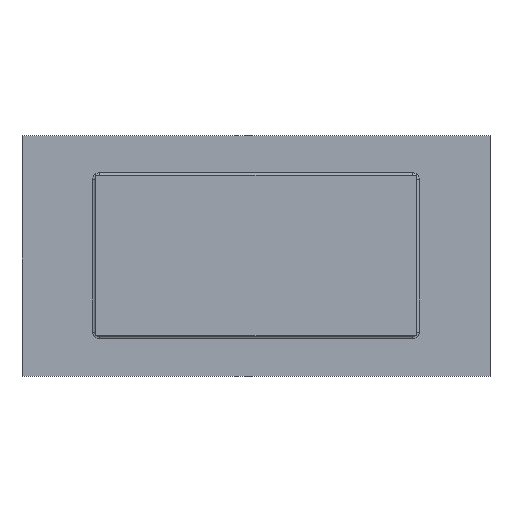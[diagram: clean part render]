
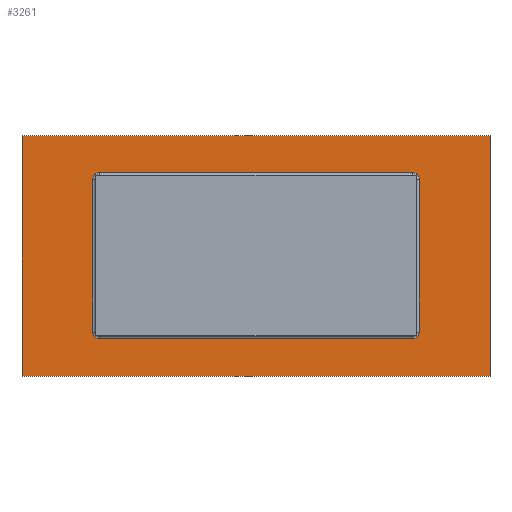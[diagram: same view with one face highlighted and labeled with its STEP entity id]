
A CAD part, top view. The second image highlights one B-rep face of the part: STEP entity #3261.
In plain terms, the highlighted planar face has unit normal (0, 0, 1).
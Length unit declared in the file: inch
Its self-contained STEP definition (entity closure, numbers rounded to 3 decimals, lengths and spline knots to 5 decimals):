
#46 = VERTEX_POINT ( 'NONE', #721 ) ;
#74 = ORIENTED_EDGE ( 'NONE', *, *, #1763, .F. ) ;
#87 = ORIENTED_EDGE ( 'NONE', *, *, #894, .F. ) ;
#110 = DIRECTION ( 'NONE',  ( -1., 0., 0. ) ) ;
#116 = CIRCLE ( 'NONE', #4026, 0.05325 ) ;
#176 = FACE_BOUND ( 'NONE', #637, .T. ) ;
#184 = CARTESIAN_POINT ( 'NONE',  ( 15.39855, 5.94434, 1.69823 ) ) ;
#287 = LINE ( 'NONE', #184, #2940 ) ;
#318 = DIRECTION ( 'NONE',  ( -1., 0., 0. ) ) ;
#332 = EDGE_CURVE ( 'NONE', #1068, #2247, #1180, .T. ) ;
#340 = EDGE_CURVE ( 'NONE', #4378, #46, #116, .T. ) ;
#370 = CARTESIAN_POINT ( 'NONE',  ( 24.14855, 5.94434, 1.69823 ) ) ;
#374 = VERTEX_POINT ( 'NONE', #2091 ) ;
#417 = CARTESIAN_POINT ( 'NONE',  ( 22.3085, 3.69938, 1.69823 ) ) ;
#425 = DIRECTION ( 'NONE',  ( 0., 0., 1. ) ) ;
#435 = EDGE_LOOP ( 'NONE', ( #87, #1981, #3276, #3443 ) ) ;
#454 = CARTESIAN_POINT ( 'NONE',  ( 15.39855, 1.44434, 1.69823 ) ) ;
#531 = LINE ( 'NONE', #3710, #4381 ) ;
#534 = ORIENTED_EDGE ( 'NONE', *, *, #880, .F. ) ;
#575 = CARTESIAN_POINT ( 'NONE',  ( 17.2385, 3.69938, 1.69823 ) ) ;
#637 = EDGE_LOOP ( 'NONE', ( #1370, #1290 ) ) ;
#657 = DIRECTION ( 'NONE',  ( 0., 0., 1. ) ) ;
#679 = EDGE_CURVE ( 'NONE', #46, #4378, #1735, .T. ) ;
#721 = CARTESIAN_POINT ( 'NONE',  ( 19.8268, 4.61938, 1.69823 ) ) ;
#733 = EDGE_CURVE ( 'NONE', #3696, #913, #4414, .T. ) ;
#751 = DIRECTION ( 'NONE',  ( 0., 0., 1. ) ) ;
#764 = EDGE_CURVE ( 'NONE', #4646, #3605, #3105, .T. ) ;
#780 = DIRECTION ( 'NONE',  ( -1., 0., 0. ) ) ;
#795 = FACE_BOUND ( 'NONE', #4262, .T. ) ;
#814 = CARTESIAN_POINT ( 'NONE',  ( 17.301, 3.69938, 1.69823 ) ) ;
#831 = CARTESIAN_POINT ( 'NONE',  ( 20.681, 3.69938, 1.69823 ) ) ;
#880 = EDGE_CURVE ( 'NONE', #913, #3696, #4580, .T. ) ;
#894 = EDGE_CURVE ( 'NONE', #2553, #2923, #3618, .T. ) ;
#913 = VERTEX_POINT ( 'NONE', #831 ) ;
#920 = CARTESIAN_POINT ( 'NONE',  ( 22.3085, 3.69938, 1.69823 ) ) ;
#932 = DIRECTION ( 'NONE',  ( -1., 0., 0. ) ) ;
#945 = CARTESIAN_POINT ( 'NONE',  ( 19.7203, 4.61938, 1.69823 ) ) ;
#952 = PLANE ( 'NONE',  #2156 ) ;
#1029 = DIRECTION ( 'NONE',  ( 0., 0., 1. ) ) ;
#1037 = EDGE_CURVE ( 'NONE', #3605, #4646, #2410, .T. ) ;
#1055 = AXIS2_PLACEMENT_3D ( 'NONE', #575, #3102, #932 ) ;
#1068 = VERTEX_POINT ( 'NONE', #4200 ) ;
#1180 = CIRCLE ( 'NONE', #1352, 0.0625 ) ;
#1277 = DIRECTION ( 'NONE',  ( -1., 0., 0. ) ) ;
#1290 = ORIENTED_EDGE ( 'NONE', *, *, #332, .F. ) ;
#1313 = DIRECTION ( 'NONE',  ( -1., 0., 0. ) ) ;
#1352 = AXIS2_PLACEMENT_3D ( 'NONE', #3568, #1029, #3201 ) ;
#1370 = ORIENTED_EDGE ( 'NONE', *, *, #3640, .F. ) ;
#1371 = ORIENTED_EDGE ( 'NONE', *, *, #679, .F. ) ;
#1384 = ORIENTED_EDGE ( 'NONE', *, *, #733, .F. ) ;
#1395 = CARTESIAN_POINT ( 'NONE',  ( 15.39855, 1.44434, 1.69823 ) ) ;
#1416 = AXIS2_PLACEMENT_3D ( 'NONE', #2907, #751, #3283 ) ;
#1473 = CARTESIAN_POINT ( 'NONE',  ( 17.176, 3.69938, 1.69823 ) ) ;
#1532 = DIRECTION ( 'NONE',  ( -1., 0., 0. ) ) ;
#1614 = VERTEX_POINT ( 'NONE', #814 ) ;
#1735 = CIRCLE ( 'NONE', #2964, 0.05325 ) ;
#1742 = FACE_BOUND ( 'NONE', #3317, .T. ) ;
#1763 = EDGE_CURVE ( 'NONE', #4098, #1614, #4402, .T. ) ;
#1783 = DIRECTION ( 'NONE',  ( 1., 0., 0. ) ) ;
#1794 = AXIS2_PLACEMENT_3D ( 'NONE', #920, #3466, #1277 ) ;
#1902 = CARTESIAN_POINT ( 'NONE',  ( 20.6185, 3.69938, 1.69823 ) ) ;
#1981 = ORIENTED_EDGE ( 'NONE', *, *, #3204, .F. ) ;
#1998 = EDGE_CURVE ( 'NONE', #3645, #374, #3837, .T. ) ;
#2086 = CIRCLE ( 'NONE', #4147, 0.0625 ) ;
#2091 = CARTESIAN_POINT ( 'NONE',  ( 15.39855, 5.94434, 1.69823 ) ) ;
#2106 = CARTESIAN_POINT ( 'NONE',  ( 19.77355, 4.61938, 1.69823 ) ) ;
#2114 = EDGE_CURVE ( 'NONE', #2923, #3645, #531, .T. ) ;
#2156 = AXIS2_PLACEMENT_3D ( 'NONE', #4186, #3498, #1313 ) ;
#2247 = VERTEX_POINT ( 'NONE', #2742 ) ;
#2352 = DIRECTION ( 'NONE',  ( 1., 0., 0. ) ) ;
#2410 = CIRCLE ( 'NONE', #1794, 0.0625 ) ;
#2481 = DIRECTION ( 'NONE',  ( 0., 0., 1. ) ) ;
#2525 = VECTOR ( 'NONE', #4092, 39.37008 ) ;
#2553 = VERTEX_POINT ( 'NONE', #370 ) ;
#2583 = CARTESIAN_POINT ( 'NONE',  ( 17.2385, 3.69938, 1.69823 ) ) ;
#2652 = EDGE_CURVE ( 'NONE', #1614, #4098, #2086, .T. ) ;
#2708 = FACE_BOUND ( 'NONE', #4354, .T. ) ;
#2742 = CARTESIAN_POINT ( 'NONE',  ( 18.866, 3.69938, 1.69823 ) ) ;
#2793 = CARTESIAN_POINT ( 'NONE',  ( 22.246, 3.69938, 1.69823 ) ) ;
#2801 = DIRECTION ( 'NONE',  ( 1., 0., 0. ) ) ;
#2823 = FACE_OUTER_BOUND ( 'NONE', #435, .T. ) ;
#2862 = AXIS2_PLACEMENT_3D ( 'NONE', #417, #2942, #780 ) ;
#2907 = CARTESIAN_POINT ( 'NONE',  ( 20.6185, 3.69938, 1.69823 ) ) ;
#2923 = VERTEX_POINT ( 'NONE', #4011 ) ;
#2940 = VECTOR ( 'NONE', #2352, 39.37008 ) ;
#2942 = DIRECTION ( 'NONE',  ( 0., 0., 1. ) ) ;
#2957 = DIRECTION ( 'NONE',  ( -1., 0., 0. ) ) ;
#2964 = AXIS2_PLACEMENT_3D ( 'NONE', #2106, #3974, #1783 ) ;
#3055 = CIRCLE ( 'NONE', #3784, 0.0625 ) ;
#3102 = DIRECTION ( 'NONE',  ( 0., 0., 1. ) ) ;
#3105 = CIRCLE ( 'NONE', #2862, 0.0625 ) ;
#3185 = CARTESIAN_POINT ( 'NONE',  ( 19.77355, 4.61938, 1.69823 ) ) ;
#3201 = DIRECTION ( 'NONE',  ( -1., 0., 0. ) ) ;
#3204 = EDGE_CURVE ( 'NONE', #374, #2553, #287, .T. ) ;
#3261 = ADVANCED_FACE ( 'NONE', ( #2823, #3685, #176, #2708, #1742, #795 ), #952, .F. ) ;
#3276 = ORIENTED_EDGE ( 'NONE', *, *, #1998, .F. ) ;
#3283 = DIRECTION ( 'NONE',  ( -1., 0., 0. ) ) ;
#3313 = ORIENTED_EDGE ( 'NONE', *, *, #2652, .F. ) ;
#3317 = EDGE_LOOP ( 'NONE', ( #3510, #3773 ) ) ;
#3434 = CARTESIAN_POINT ( 'NONE',  ( 22.371, 3.69938, 1.69823 ) ) ;
#3443 = ORIENTED_EDGE ( 'NONE', *, *, #2114, .F. ) ;
#3466 = DIRECTION ( 'NONE',  ( 0., 0., 1. ) ) ;
#3498 = DIRECTION ( 'NONE',  ( 0., 0., -1. ) ) ;
#3500 = VECTOR ( 'NONE', #3720, 39.37008 ) ;
#3510 = ORIENTED_EDGE ( 'NONE', *, *, #1037, .F. ) ;
#3568 = CARTESIAN_POINT ( 'NONE',  ( 18.9285, 3.69938, 1.69823 ) ) ;
#3605 = VERTEX_POINT ( 'NONE', #2793 ) ;
#3618 = LINE ( 'NONE', #3732, #2525 ) ;
#3640 = EDGE_CURVE ( 'NONE', #2247, #1068, #3055, .T. ) ;
#3645 = VERTEX_POINT ( 'NONE', #1395 ) ;
#3685 = FACE_BOUND ( 'NONE', #4274, .T. ) ;
#3696 = VERTEX_POINT ( 'NONE', #4682 ) ;
#3710 = CARTESIAN_POINT ( 'NONE',  ( 15.39855, 1.44434, 1.69823 ) ) ;
#3720 = DIRECTION ( 'NONE',  ( 0., 1., 0. ) ) ;
#3732 = CARTESIAN_POINT ( 'NONE',  ( 24.14855, 1.44434, 1.69823 ) ) ;
#3773 = ORIENTED_EDGE ( 'NONE', *, *, #764, .F. ) ;
#3784 = AXIS2_PLACEMENT_3D ( 'NONE', #4659, #2481, #318 ) ;
#3837 = LINE ( 'NONE', #454, #3500 ) ;
#3851 = AXIS2_PLACEMENT_3D ( 'NONE', #1902, #4038, #110 ) ;
#3974 = DIRECTION ( 'NONE',  ( 0., 0., 1. ) ) ;
#4011 = CARTESIAN_POINT ( 'NONE',  ( 24.14855, 1.44434, 1.69823 ) ) ;
#4026 = AXIS2_PLACEMENT_3D ( 'NONE', #3185, #657, #2801 ) ;
#4038 = DIRECTION ( 'NONE',  ( 0., 0., 1. ) ) ;
#4092 = DIRECTION ( 'NONE',  ( 0., -1., 0. ) ) ;
#4098 = VERTEX_POINT ( 'NONE', #1473 ) ;
#4147 = AXIS2_PLACEMENT_3D ( 'NONE', #2583, #425, #2957 ) ;
#4186 = CARTESIAN_POINT ( 'NONE',  ( 15.39855, 1.44434, 1.69823 ) ) ;
#4200 = CARTESIAN_POINT ( 'NONE',  ( 18.991, 3.69938, 1.69823 ) ) ;
#4262 = EDGE_LOOP ( 'NONE', ( #1371, #4408 ) ) ;
#4274 = EDGE_LOOP ( 'NONE', ( #74, #3313 ) ) ;
#4354 = EDGE_LOOP ( 'NONE', ( #1384, #534 ) ) ;
#4378 = VERTEX_POINT ( 'NONE', #945 ) ;
#4381 = VECTOR ( 'NONE', #1532, 39.37008 ) ;
#4402 = CIRCLE ( 'NONE', #1055, 0.0625 ) ;
#4408 = ORIENTED_EDGE ( 'NONE', *, *, #340, .F. ) ;
#4414 = CIRCLE ( 'NONE', #1416, 0.0625 ) ;
#4580 = CIRCLE ( 'NONE', #3851, 0.0625 ) ;
#4646 = VERTEX_POINT ( 'NONE', #3434 ) ;
#4659 = CARTESIAN_POINT ( 'NONE',  ( 18.9285, 3.69938, 1.69823 ) ) ;
#4682 = CARTESIAN_POINT ( 'NONE',  ( 20.556, 3.69938, 1.69823 ) ) ;
